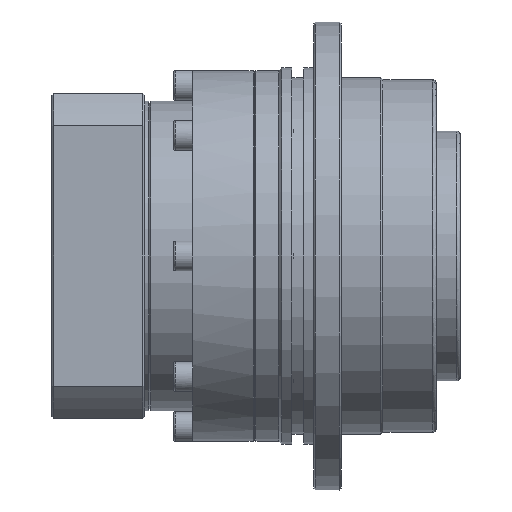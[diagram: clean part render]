
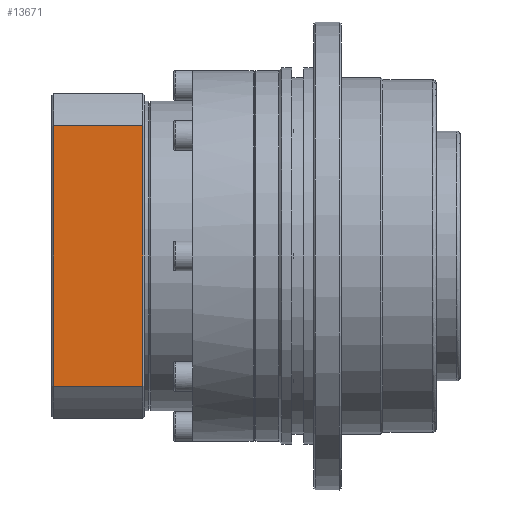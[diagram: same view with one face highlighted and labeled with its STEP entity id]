
A CAD part, front view. The second image highlights one B-rep face of the part: STEP entity #13671.
In plain terms, the highlighted face is planar.
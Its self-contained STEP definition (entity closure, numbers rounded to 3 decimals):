
#190 = VERTEX_POINT ( 'NONE', #16527 ) ;
#607 = EDGE_CURVE ( 'NONE', #15575, #190, #7383, .T. ) ;
#867 = DIRECTION ( 'NONE',  ( 1., 0., 0. ) ) ;
#1217 = CARTESIAN_POINT ( 'NONE',  ( 30., -32.791, 41. ) ) ;
#1856 = EDGE_CURVE ( 'NONE', #20474, #15575, #13382, .T. ) ;
#2948 = DIRECTION ( 'NONE',  ( 0., 0., -1. ) ) ;
#2985 = LINE ( 'NONE', #18539, #16898 ) ;
#3588 = ORIENTED_EDGE ( 'NONE', *, *, #19476, .F. ) ;
#4669 = ORIENTED_EDGE ( 'NONE', *, *, #607, .F. ) ;
#5321 = CARTESIAN_POINT ( 'NONE',  ( 53., -32.791, 41. ) ) ;
#5899 = LINE ( 'NONE', #5321, #10152 ) ;
#5947 = CARTESIAN_POINT ( 'NONE',  ( 52.5, 22.595, 41. ) ) ;
#6087 = DIRECTION ( 'NONE',  ( 0., -1., 0. ) ) ;
#7383 = LINE ( 'NONE', #5947, #11686 ) ;
#8060 = VERTEX_POINT ( 'NONE', #1217 ) ;
#9908 = EDGE_CURVE ( 'NONE', #8060, #20474, #2985, .T. ) ;
#10152 = VECTOR ( 'NONE', #21879, 1000. ) ;
#10345 = ORIENTED_EDGE ( 'NONE', *, *, #1856, .F. ) ;
#11686 = VECTOR ( 'NONE', #6087, 1000. ) ;
#12948 = FACE_OUTER_BOUND ( 'NONE', #20660, .T. ) ;
#13382 = LINE ( 'NONE', #15364, #17597 ) ;
#13671 = ADVANCED_FACE ( 'NONE', ( #12948 ), #17363, .F. ) ;
#13835 = CARTESIAN_POINT ( 'NONE',  ( 53., 45.189, 41. ) ) ;
#15364 = CARTESIAN_POINT ( 'NONE',  ( 53., 32.791, 41. ) ) ;
#15575 = VERTEX_POINT ( 'NONE', #16509 ) ;
#15586 = DIRECTION ( 'NONE',  ( 0., 1., 0. ) ) ;
#16509 = CARTESIAN_POINT ( 'NONE',  ( 52.5, 32.791, 41. ) ) ;
#16527 = CARTESIAN_POINT ( 'NONE',  ( 52.5, -32.791, 41. ) ) ;
#16898 = VECTOR ( 'NONE', #22306, 1000. ) ;
#17363 = PLANE ( 'NONE',  #17790 ) ;
#17597 = VECTOR ( 'NONE', #867, 1000. ) ;
#17790 = AXIS2_PLACEMENT_3D ( 'NONE', #13835, #2948, #15586 ) ;
#18539 = CARTESIAN_POINT ( 'NONE',  ( 30., 45.189, 41. ) ) ;
#18926 = ORIENTED_EDGE ( 'NONE', *, *, #9908, .F. ) ;
#18928 = CARTESIAN_POINT ( 'NONE',  ( 30., 32.791, 41. ) ) ;
#19476 = EDGE_CURVE ( 'NONE', #190, #8060, #5899, .T. ) ;
#20474 = VERTEX_POINT ( 'NONE', #18928 ) ;
#20660 = EDGE_LOOP ( 'NONE', ( #10345, #18926, #3588, #4669 ) ) ;
#21879 = DIRECTION ( 'NONE',  ( -1., 0., 0. ) ) ;
#22306 = DIRECTION ( 'NONE',  ( 0., 1., 0. ) ) ;
